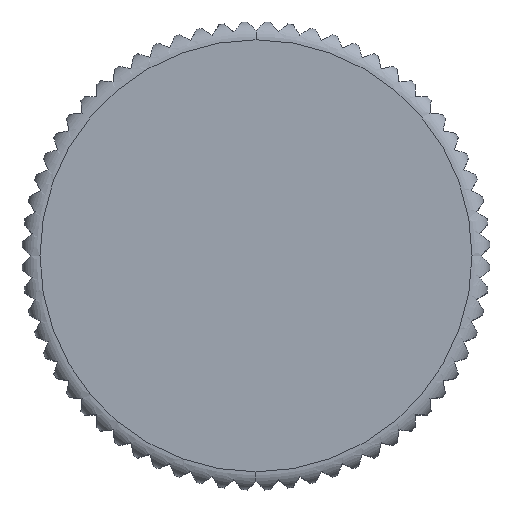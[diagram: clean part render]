
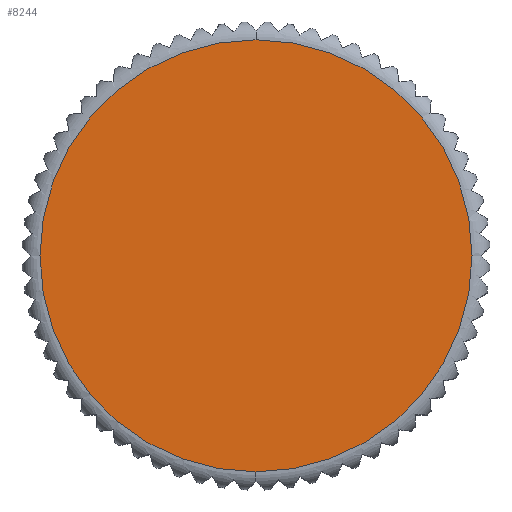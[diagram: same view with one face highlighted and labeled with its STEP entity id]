
A CAD part, top view. The second image highlights one B-rep face of the part: STEP entity #8244.
In plain terms, the highlighted planar face has unit normal (0, 0, 1).
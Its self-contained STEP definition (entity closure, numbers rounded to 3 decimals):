
#67=CARTESIAN_POINT('',(0.,0.,0.));
#68=DIRECTION('',(0.,0.,-1.));
#69=DIRECTION('',(0.,1.,0.));
#70=AXIS2_PLACEMENT_3D('',#67,#68,#69);
#1170=CARTESIAN_POINT('',(0.,0.,0.));
#1171=DIRECTION('',(0.,0.,-1.));
#1172=DIRECTION('',(0.,-1.,0.));
#1173=AXIS2_PLACEMENT_3D('',#1170,#1171,#1172);
#5760=CARTESIAN_POINT('',(0.,12.,0.));
#5761=CARTESIAN_POINT('',(0.,-12.,0.));
#5762=VERTEX_POINT('',#5760);
#5763=VERTEX_POINT('',#5761);
#8235=CARTESIAN_POINT('',(0.,0.,0.));
#8236=DIRECTION('',(0.,0.,1.));
#8237=DIRECTION('',(0.,1.,0.));
#8238=AXIS2_PLACEMENT_3D('',#8235,#8236,#8237);
#8239=PLANE('',#8238);
#8240=ORIENTED_EDGE('',*,*,#6510,.T.);
#8241=ORIENTED_EDGE('',*,*,#8040,.T.);
#8242=EDGE_LOOP('',(#8240,#8241));
#8243=FACE_OUTER_BOUND('',#8242,.F.);
#71=CIRCLE('',#70,12.);
#1174=CIRCLE('',#1173,12.);
#6510=EDGE_CURVE('',#5762,#5763,#71,.T.);
#8040=EDGE_CURVE('',#5763,#5762,#1174,.T.);
#8244=ADVANCED_FACE('',(#8243),#8239,.T.);
